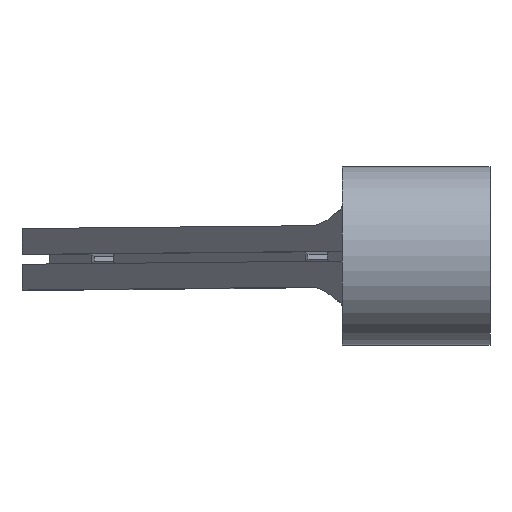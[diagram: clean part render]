
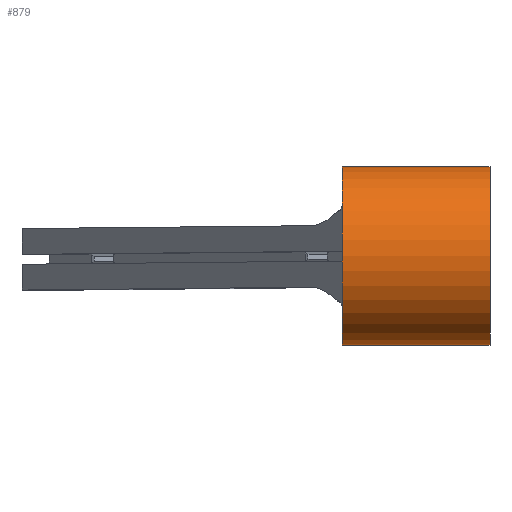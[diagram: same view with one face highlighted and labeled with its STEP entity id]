
A CAD part, top view. The second image highlights one B-rep face of the part: STEP entity #879.
In plain terms, the highlighted cylindrical face has radius 7.263 mm (diameter 14.525 mm), a partial arc.
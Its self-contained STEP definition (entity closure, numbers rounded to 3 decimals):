
#53=CYLINDRICAL_SURFACE('',#959,7.263);
#140=FACE_OUTER_BOUND('',#195,.T.);
#195=EDGE_LOOP('',(#826,#827,#828,#829));
#221=LINE('',#1338,#307);
#281=LINE('',#1620,#367);
#307=VECTOR('',#1041,10.);
#367=VECTOR('',#1177,10.);
#374=CIRCLE('',#912,7.263);
#380=CIRCLE('',#927,7.263);
#412=VERTEX_POINT('',#1308);
#413=VERTEX_POINT('',#1310);
#421=VERTEX_POINT('',#1337);
#433=VERTEX_POINT('',#1511);
#495=EDGE_CURVE('',#412,#413,#374,.T.);
#506=EDGE_CURVE('',#421,#413,#221,.T.);
#526=EDGE_CURVE('',#421,#433,#380,.T.);
#581=EDGE_CURVE('',#433,#412,#281,.T.);
#826=ORIENTED_EDGE('',*,*,#526,.F.);
#827=ORIENTED_EDGE('',*,*,#506,.T.);
#828=ORIENTED_EDGE('',*,*,#495,.F.);
#829=ORIENTED_EDGE('',*,*,#581,.F.);
#879=ADVANCED_FACE('',(#140),#53,.T.);
#912=AXIS2_PLACEMENT_3D('',#1311,#1019,#1020);
#927=AXIS2_PLACEMENT_3D('',#1512,#1061,#1062);
#959=AXIS2_PLACEMENT_3D('',#1621,#1178,#1179);
#1019=DIRECTION('center_axis',(1.,0.,0.));
#1020=DIRECTION('ref_axis',(0.,-0.655,-0.756));
#1041=DIRECTION('',(1.,0.,0.));
#1061=DIRECTION('center_axis',(-1.,0.,0.));
#1062=DIRECTION('ref_axis',(0.,-0.655,-0.756));
#1177=DIRECTION('',(1.,0.,0.));
#1178=DIRECTION('center_axis',(1.,0.,0.));
#1179=DIRECTION('ref_axis',(0.,0.,1.));
#1308=CARTESIAN_POINT('',(-3.,4.755,-5.489));
#1310=CARTESIAN_POINT('',(-3.,-4.755,-5.489));
#1311=CARTESIAN_POINT('Origin',(-3.,0.,0.));
#1337=CARTESIAN_POINT('',(-15.,-4.755,-5.489));
#1338=CARTESIAN_POINT('',(-15.,-4.755,-5.489));
#1511=CARTESIAN_POINT('',(-15.,4.755,-5.489));
#1512=CARTESIAN_POINT('Origin',(-15.,0.,0.));
#1620=CARTESIAN_POINT('',(-15.,4.755,-5.489));
#1621=CARTESIAN_POINT('Origin',(-15.,0.,0.));
